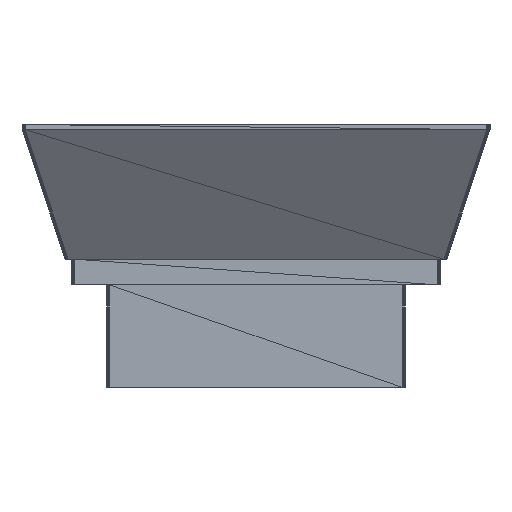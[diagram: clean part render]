
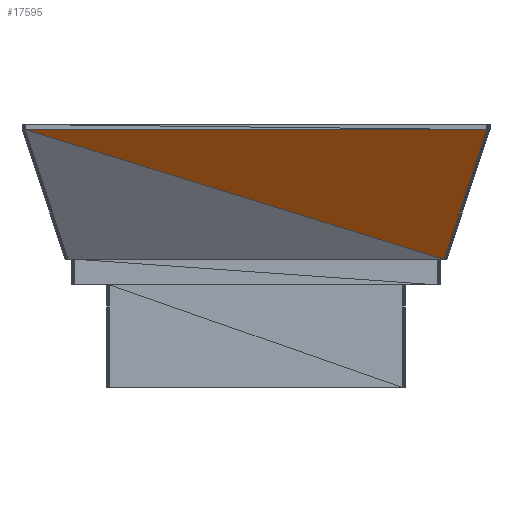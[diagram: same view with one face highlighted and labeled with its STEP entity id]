
A CAD part, left-side view. The second image highlights one B-rep face of the part: STEP entity #17595.
In plain terms, the highlighted planar face has unit normal (-0.808, 0, -0.589).
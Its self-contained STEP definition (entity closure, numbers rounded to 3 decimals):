
#17595 = ADVANCED_FACE('',(#17596),#17622,.T.);
#17596 = FACE_BOUND('',#17597,.T.);
#17597 = EDGE_LOOP('',(#17598,#17608,#17616));
#17598 = ORIENTED_EDGE('',*,*,#17599,.F.);
#17599 = EDGE_CURVE('',#17600,#17602,#17604,.T.);
#17600 = VERTEX_POINT('',#17601);
#17601 = CARTESIAN_POINT('',(-136.2,90.,25.5));
#17602 = VERTEX_POINT('',#17603);
#17603 = CARTESIAN_POINT('',(-136.2,-90.,25.5));
#17604 = LINE('',#17605,#17606);
#17605 = CARTESIAN_POINT('',(-136.2,90.,25.5));
#17606 = VECTOR('',#17607,1.);
#17607 = DIRECTION('',(0.,-1.,0.));
#17608 = ORIENTED_EDGE('',*,*,#17609,.F.);
#17609 = EDGE_CURVE('',#17610,#17600,#17612,.T.);
#17610 = VERTEX_POINT('',#17611);
#17611 = CARTESIAN_POINT('',(-99.4,-73.2,-25.));
#17612 = LINE('',#17613,#17614);
#17613 = CARTESIAN_POINT('',(-99.4,-73.2,-25.));
#17614 = VECTOR('',#17615,1.);
#17615 = DIRECTION('',(-0.211,0.934,0.289));
#17616 = ORIENTED_EDGE('',*,*,#17617,.F.);
#17617 = EDGE_CURVE('',#17602,#17610,#17618,.T.);
#17618 = LINE('',#17619,#17620);
#17619 = CARTESIAN_POINT('',(-136.2,-90.,25.5));
#17620 = VECTOR('',#17621,1.);
#17621 = DIRECTION('',(0.569,0.26,-0.78));
#17622 = PLANE('',#17623);
#17623 = AXIS2_PLACEMENT_3D('',#17624,#17625,#17626);
#17624 = CARTESIAN_POINT('',(-125.696,-9.088,
    11.085));
#17625 = DIRECTION('',(-0.808,0.,
    -0.589));
#17626 = DIRECTION('',(0.589,0.,
    -0.808));
